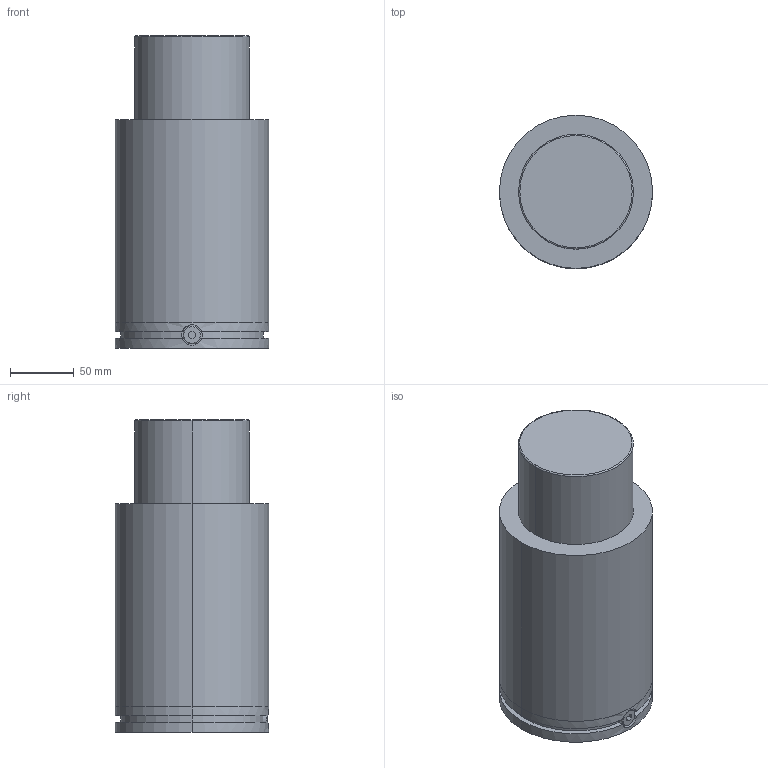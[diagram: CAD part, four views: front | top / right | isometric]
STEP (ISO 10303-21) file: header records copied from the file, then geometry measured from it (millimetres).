
FILE_DESCRIPTION (( 'STEP AP203' ), '1' );
FILE_NAME ('OL 12000_063 K.step', '2018-11-28T21:44:02', ( '' ), ( '' ), 'SwSTEP 2.0', 'SolidWorks 2016', '' );
FILE_SCHEMA (( 'CONFIG_CONTROL_DESIGN' ));
Length unit declared in the file: millimetre
Products named in the file (1): OL 12000_063 K
Bounding box: 120 x 120 x 245 mm (x, y, z)
Volume: 2432437.7 mm3; surface area: 113778.1 mm2
Topology: 1 solids, 1 shells, 97 faces, 230 edges, 142 vertices
Faces by surface type: plane 46, cylinder 31, cone 18, torus 2
Entity records: 2873 total; most frequent: CARTESIAN_POINT 544, DIRECTION 486, ORIENTED_EDGE 444, EDGE_CURVE 222, AXIS2_PLACEMENT_3D 172, VECTOR 142, LINE 142, VERTEX_POINT 142
